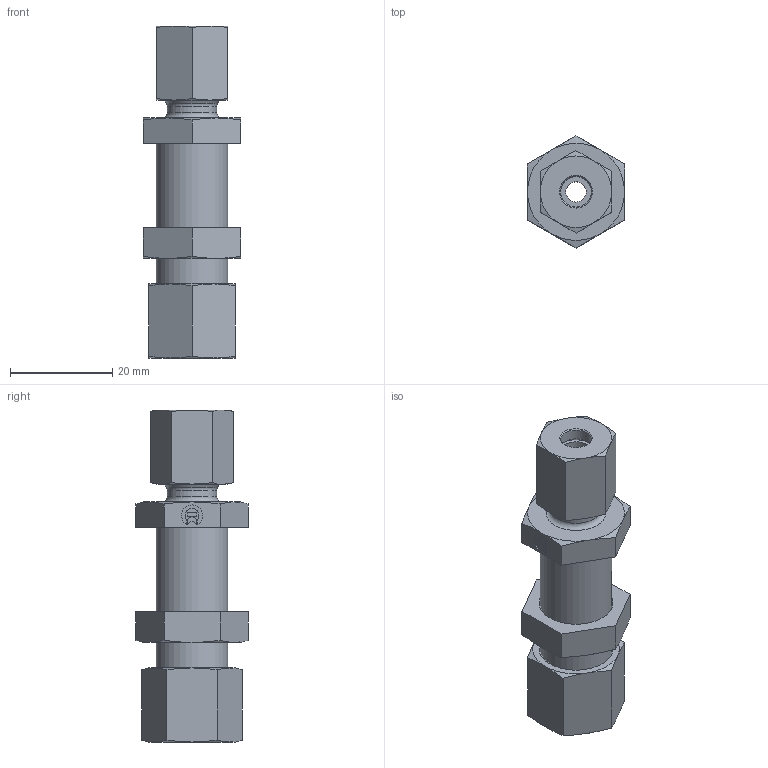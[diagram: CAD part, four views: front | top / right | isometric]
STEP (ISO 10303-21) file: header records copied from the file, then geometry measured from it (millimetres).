
FILE_DESCRIPTION((''),'2;1');
FILE_NAME('34408061412.stp','2014-08-19T17:28:06',(''),('KNOMI spol. s r. o.'),'Autodesk Inventor 2012','Autodesk Inventor 2012','');
FILE_SCHEMA(('AUTOMOTIVE_DESIGN { 1 2 10303 214 0 1 1 1 }'));
Length unit declared in the file: millimetre
Products named in the file (7): PSPR2K 8/6L M14x1,5 D/M12x1,5; 334 0806 1412; 40108; 40106; 3910814; 3910612; 34 00 14
Assembly tree (6 placements, depth 2):
  PSPR2K 8/6L M14x1,5 D/M12x1,5
    334 0806 1412
    40108
    40106
    3910814
    3910612
    34 00 14
Bounding box: 19.01 x 21.94 x 65 mm (x, y, z)
Volume: 11901.5 mm3; surface area: 8595.3 mm2
Topology: 6 solids, 6 shells, 152 faces, 346 edges, 214 vertices
Faces by surface type: plane 70, cone 57, cylinder 21, torus 4
Full cylindrical faces by diameter (mm): 4 x1, 6 x3, 8 x4, 9.7 x1, 10 x2, 10.376 x1, 12 x2, 12.376 x2, 14 x1
Entity records: 4179 total; most frequent: CARTESIAN_POINT 797, DIRECTION 645, ORIENTED_EDGE 578, EDGE_CURVE 289, AXIS2_PLACEMENT_3D 263, EDGE_LOOP 214, VERTEX_POINT 199, STYLED_ITEM 156
